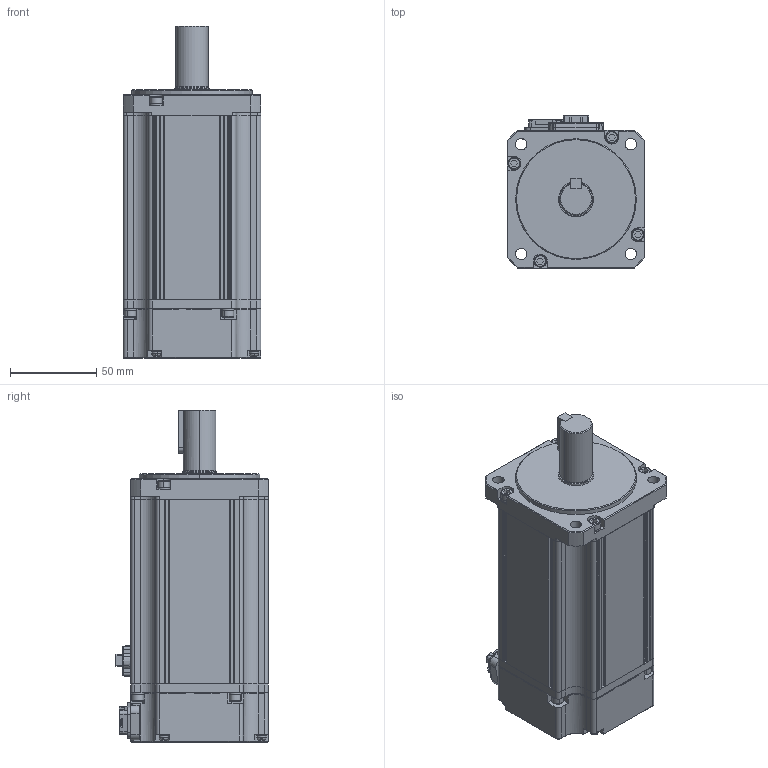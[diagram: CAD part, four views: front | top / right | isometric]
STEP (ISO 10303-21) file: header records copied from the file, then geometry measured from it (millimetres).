
FILE_DESCRIPTION (( 'STEP AP214' ), '1' );
FILE_NAME ('APMC-FCL10AMK, FCL07DMK.STEP', '2018-11-15T09:08:28', ( '' ), ( '' ), 'SwSTEP 2.0', 'SolidWorks 2011', '' );
FILE_SCHEMA (( 'AUTOMOTIVE_DESIGN' ));
Length unit declared in the file: millimetre
Products named in the file (1): APMC-FCL10AMK, FCL07DMK
Bounding box: 80 x 88.7 x 192.7 mm (x, y, z)
Volume: 882082.8 mm3; surface area: 124236.4 mm2
Topology: 45 solids, 45 shells, 1849 faces, 4847 edges, 3159 vertices
Faces by surface type: plane 1190, cylinder 470, bspline 101, cone 68, torus 20
Entity records: 81601 total; most frequent: CARTESIAN_POINT 15323, ORIENTED_EDGE 9690, DIRECTION 8951, EDGE_CURVE 4845, LINE 3377, VECTOR 3377, VERTEX_POINT 3159, AXIS2_PLACEMENT_3D 2787
